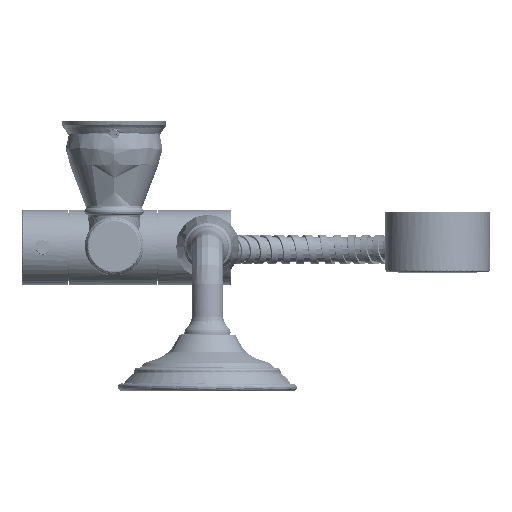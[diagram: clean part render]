
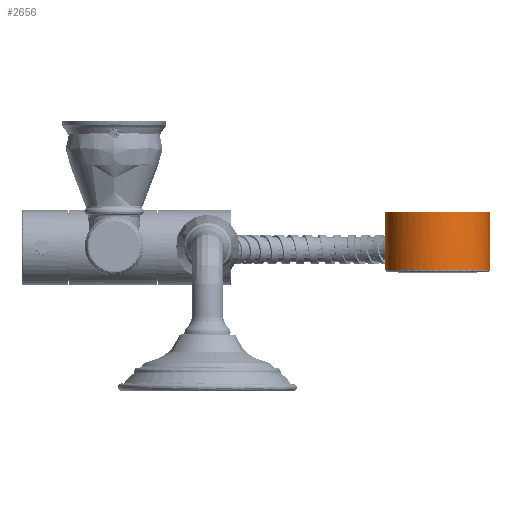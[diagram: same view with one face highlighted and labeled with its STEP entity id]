
A CAD part, top view. The second image highlights one B-rep face of the part: STEP entity #2656.
In plain terms, the highlighted cylindrical face has radius 25 mm (diameter 50 mm), a partial arc.
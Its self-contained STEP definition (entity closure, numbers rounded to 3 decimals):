
#2656=ADVANCED_FACE('',(#4702),#33020,.T.);
#4702=FACE_OUTER_BOUND('',#6950,.T.);
#6950=EDGE_LOOP('',(#17268,#17269,#17270,#17271));
#17268=ORIENTED_EDGE('',*,*,#22457,.T.);
#17269=ORIENTED_EDGE('',*,*,#22291,.T.);
#17270=ORIENTED_EDGE('',*,*,#22289,.T.);
#17271=ORIENTED_EDGE('',*,*,#22456,.F.);
#22289=EDGE_CURVE('',#30906,#30982,#27532,.T.);
#22291=EDGE_CURVE('',#30905,#30906,#24979,.T.);
#22456=EDGE_CURVE('',#30981,#30982,#25042,.T.);
#22457=EDGE_CURVE('',#30981,#30905,#27635,.T.);
#24979=B_SPLINE_CURVE_WITH_KNOTS('',1,(#389702,#389703),.UNSPECIFIED.,.F.,
 .F.,(2,2),(2.755,30.304),.UNSPECIFIED.);
#25042=B_SPLINE_CURVE_WITH_KNOTS('',1,(#391547,#391548),.UNSPECIFIED.,.F.,
 .F.,(2,2),(2.755,30.304),.UNSPECIFIED.);
#27532=(
BOUNDED_CURVE()
B_SPLINE_CURVE(2,(#389655,#389656,#389657,#389658,#389659),
 .UNSPECIFIED.,.F.,.F.)
B_SPLINE_CURVE_WITH_KNOTS((3,2,3),(0.,39.27,78.54),
 .UNSPECIFIED.)
CURVE()
GEOMETRIC_REPRESENTATION_ITEM()
RATIONAL_B_SPLINE_CURVE((1.,0.707,1.,0.707,1.))
REPRESENTATION_ITEM('')
);
#27635=(
BOUNDED_CURVE()
B_SPLINE_CURVE(2,(#391549,#391550,#391551,#391552,#391553),
 .UNSPECIFIED.,.F.,.F.)
B_SPLINE_CURVE_WITH_KNOTS((3,2,3),(78.54,117.81,157.08),
 .UNSPECIFIED.)
CURVE()
GEOMETRIC_REPRESENTATION_ITEM()
RATIONAL_B_SPLINE_CURVE((1.,0.707,1.,0.707,1.))
REPRESENTATION_ITEM('')
);
#30905=VERTEX_POINT('',#389425);
#30906=VERTEX_POINT('',#389426);
#30981=VERTEX_POINT('',#389501);
#30982=VERTEX_POINT('',#389502);
#33020=CYLINDRICAL_SURFACE('',#35413,25.);
#35413=AXIS2_PLACEMENT_3D('',#389276,#37086,$);
#37086=DIRECTION('',(0.,-1.,0.));
#389276=CARTESIAN_POINT('',(0.,13.774,0.));
#389425=CARTESIAN_POINT('',(0.,27.549,-25.));
#389426=CARTESIAN_POINT('',(0.,0.,-25.));
#389501=CARTESIAN_POINT('',(0.,27.549,25.));
#389502=CARTESIAN_POINT('',(0.,0.,25.));
#389655=CARTESIAN_POINT('',(0.,0.,-25.));
#389656=CARTESIAN_POINT('',(-25.,0.,-25.));
#389657=CARTESIAN_POINT('',(-25.,0.,0.));
#389658=CARTESIAN_POINT('',(-25.,0.,25.));
#389659=CARTESIAN_POINT('',(0.,0.,25.));
#389702=CARTESIAN_POINT('',(0.,27.549,-25.));
#389703=CARTESIAN_POINT('',(0.,0.,-25.));
#391547=CARTESIAN_POINT('',(0.,27.549,25.));
#391548=CARTESIAN_POINT('',(0.,0.,25.));
#391549=CARTESIAN_POINT('',(0.,27.549,25.));
#391550=CARTESIAN_POINT('',(-25.,27.549,25.));
#391551=CARTESIAN_POINT('',(-25.,27.549,0.));
#391552=CARTESIAN_POINT('',(-25.,27.549,-25.));
#391553=CARTESIAN_POINT('',(0.,27.549,-25.));
